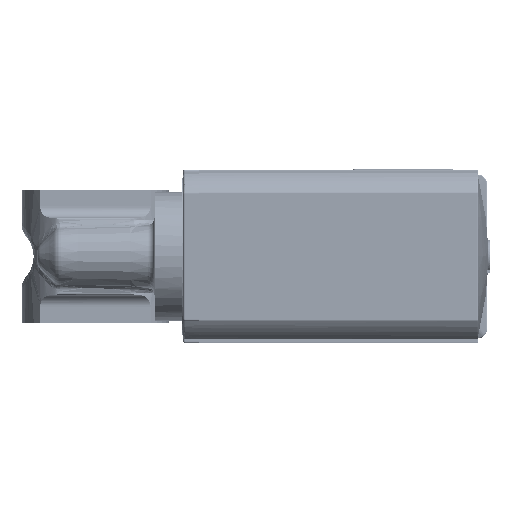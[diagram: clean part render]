
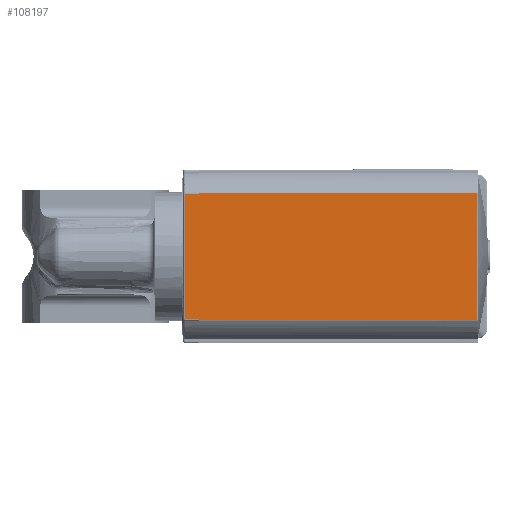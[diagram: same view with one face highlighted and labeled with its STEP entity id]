
A CAD part, front view. The second image highlights one B-rep face of the part: STEP entity #108197.
In plain terms, the highlighted planar face has unit normal (0, -1, 0).
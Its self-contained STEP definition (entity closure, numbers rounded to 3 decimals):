
#11559 = CARTESIAN_POINT ( 'NONE',  ( 0., -45., 33. ) ) ;
#11576 = EDGE_CURVE ( 'NONE', #126379, #152980, #100845, .T. ) ;
#12450 = VECTOR ( 'NONE', #90238, 1000. ) ;
#12482 = CARTESIAN_POINT ( 'NONE',  ( 139., -45., -45. ) ) ;
#13147 = DIRECTION ( 'NONE',  ( 1., 0., 0. ) ) ;
#13321 = ORIENTED_EDGE ( 'NONE', *, *, #11576, .T. ) ;
#13533 = EDGE_CURVE ( 'NONE', #37316, #126379, #17291, .T. ) ;
#13722 = EDGE_CURVE ( 'NONE', #152980, #140695, #94365, .T. ) ;
#14081 = EDGE_CURVE ( 'NONE', #33198, #147330, #178409, .T. ) ;
#17291 = LINE ( 'NONE', #129381, #94351 ) ;
#19017 = VECTOR ( 'NONE', #33059, 1000. ) ;
#19314 = CARTESIAN_POINT ( 'NONE',  ( 145.5, -45., 33. ) ) ;
#19426 = VECTOR ( 'NONE', #22803, 1000. ) ;
#19888 = DIRECTION ( 'NONE',  ( 0., 0., -1. ) ) ;
#21728 = EDGE_CURVE ( 'NONE', #140695, #127676, #93351, .T. ) ;
#22803 = DIRECTION ( 'NONE',  ( 0., 0., 1. ) ) ;
#27327 = PLANE ( 'NONE',  #64870 ) ;
#27952 = CARTESIAN_POINT ( 'NONE',  ( 0., -45., -33. ) ) ;
#28005 = DIRECTION ( 'NONE',  ( 0., 0., 1. ) ) ;
#33059 = DIRECTION ( 'NONE',  ( 0., 0., -1. ) ) ;
#33198 = VERTEX_POINT ( 'NONE', #42057 ) ;
#37139 = DIRECTION ( 'NONE',  ( -1., 0., 0. ) ) ;
#37316 = VERTEX_POINT ( 'NONE', #125438 ) ;
#41773 = VERTEX_POINT ( 'NONE', #91524 ) ;
#42057 = CARTESIAN_POINT ( 'NONE',  ( 145.5, -45., -33. ) ) ;
#46298 = CARTESIAN_POINT ( 'NONE',  ( 1., -45., -33. ) ) ;
#50801 = ORIENTED_EDGE ( 'NONE', *, *, #101836, .T. ) ;
#50881 = ORIENTED_EDGE ( 'NONE', *, *, #14081, .T. ) ;
#63594 = VECTOR ( 'NONE', #13147, 1000. ) ;
#64870 = AXIS2_PLACEMENT_3D ( 'NONE', #12482, #120139, #28005 ) ;
#68753 = DIRECTION ( 'NONE',  ( 0., 0., -1. ) ) ;
#76088 = ORIENTED_EDGE ( 'NONE', *, *, #21728, .T. ) ;
#81728 = LINE ( 'NONE', #145396, #199746 ) ;
#81731 = EDGE_CURVE ( 'NONE', #41773, #147330, #164941, .T. ) ;
#83088 = VECTOR ( 'NONE', #119202, 1000. ) ;
#85016 = EDGE_LOOP ( 'NONE', ( #163988, #50801, #122753, #13321, #155753, #76088, #160715, #50881 ) ) ;
#90238 = DIRECTION ( 'NONE',  ( 1., 0., 0. ) ) ;
#91524 = CARTESIAN_POINT ( 'NONE',  ( 1., -45., 33. ) ) ;
#93351 = LINE ( 'NONE', #96608, #129441 ) ;
#94351 = VECTOR ( 'NONE', #37139, 1000. ) ;
#94365 = LINE ( 'NONE', #182501, #12450 ) ;
#96608 = CARTESIAN_POINT ( 'NONE',  ( 1., -45., -45. ) ) ;
#100845 = LINE ( 'NONE', #125243, #19017 ) ;
#101836 = EDGE_CURVE ( 'NONE', #41773, #37316, #81728, .T. ) ;
#108197 = ADVANCED_FACE ( 'NONE', ( #188213 ), #27327, .F. ) ;
#119202 = DIRECTION ( 'NONE',  ( 1., 0., 0. ) ) ;
#120139 = DIRECTION ( 'NONE',  ( 0., 1., 0. ) ) ;
#122753 = ORIENTED_EDGE ( 'NONE', *, *, #13533, .T. ) ;
#125243 = CARTESIAN_POINT ( 'NONE',  ( -6., -45., -33.5 ) ) ;
#125438 = CARTESIAN_POINT ( 'NONE',  ( 1., -45., 32.5 ) ) ;
#126379 = VERTEX_POINT ( 'NONE', #182402 ) ;
#127676 = VERTEX_POINT ( 'NONE', #46298 ) ;
#128314 = CARTESIAN_POINT ( 'NONE',  ( 1., -45., -32.5 ) ) ;
#129381 = CARTESIAN_POINT ( 'NONE',  ( 1.5, -45., 32.5 ) ) ;
#129441 = VECTOR ( 'NONE', #19888, 1000. ) ;
#130425 = CARTESIAN_POINT ( 'NONE',  ( 145.5, -45., 33.5 ) ) ;
#131745 = EDGE_CURVE ( 'NONE', #127676, #33198, #145373, .T. ) ;
#132072 = CARTESIAN_POINT ( 'NONE',  ( -6., -45., -32.5 ) ) ;
#140695 = VERTEX_POINT ( 'NONE', #128314 ) ;
#145373 = LINE ( 'NONE', #27952, #63594 ) ;
#145396 = CARTESIAN_POINT ( 'NONE',  ( 1., -45., -45. ) ) ;
#147330 = VERTEX_POINT ( 'NONE', #19314 ) ;
#152980 = VERTEX_POINT ( 'NONE', #132072 ) ;
#155753 = ORIENTED_EDGE ( 'NONE', *, *, #13722, .T. ) ;
#160715 = ORIENTED_EDGE ( 'NONE', *, *, #131745, .T. ) ;
#163988 = ORIENTED_EDGE ( 'NONE', *, *, #81731, .F. ) ;
#164941 = LINE ( 'NONE', #11559, #83088 ) ;
#178409 = LINE ( 'NONE', #130425, #19426 ) ;
#182402 = CARTESIAN_POINT ( 'NONE',  ( -6., -45., 32.5 ) ) ;
#182501 = CARTESIAN_POINT ( 'NONE',  ( 1.5, -45., -32.5 ) ) ;
#188213 = FACE_OUTER_BOUND ( 'NONE', #85016, .T. ) ;
#199746 = VECTOR ( 'NONE', #68753, 1000. ) ;
